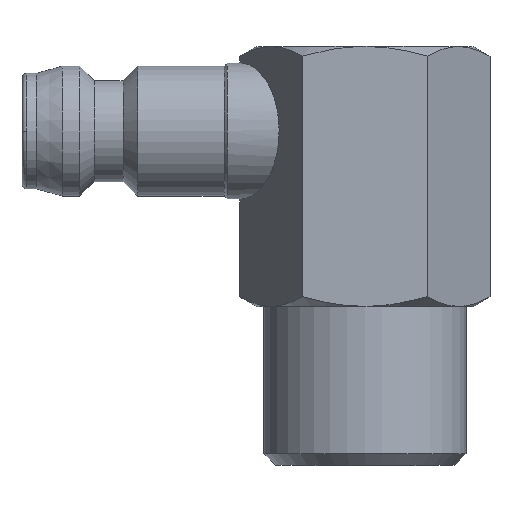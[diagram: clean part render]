
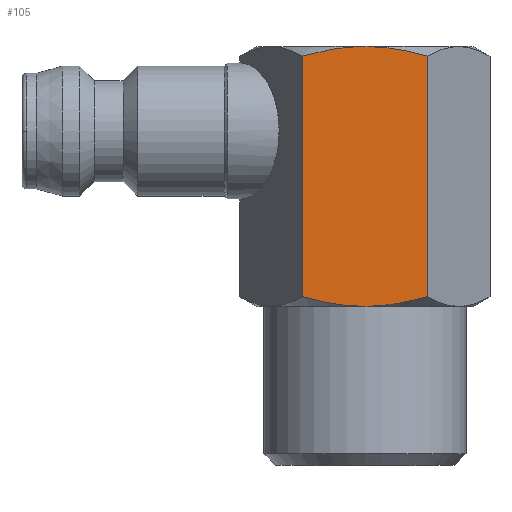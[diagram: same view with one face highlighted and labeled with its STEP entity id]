
A CAD part, top view. The second image highlights one B-rep face of the part: STEP entity #105.
In plain terms, the highlighted planar face has unit normal (0, 0, 1).
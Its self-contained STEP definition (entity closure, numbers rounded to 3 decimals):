
#105=ADVANCED_FACE('',(#245),#246,.T.);
#245=FACE_OUTER_BOUND('',#420,.T.);
#246=PLANE('',#421);
#420=EDGE_LOOP('',(#657,#658,#659,#660,#661,#662));
#421=AXIS2_PLACEMENT_3D('',#663,#664,#665);
#657=ORIENTED_EDGE('',*,*,#1073,.F.);
#658=ORIENTED_EDGE('',*,*,#1074,.F.);
#659=ORIENTED_EDGE('',*,*,#1075,.T.);
#660=ORIENTED_EDGE('',*,*,#1076,.F.);
#661=ORIENTED_EDGE('',*,*,#1077,.F.);
#662=ORIENTED_EDGE('',*,*,#1078,.F.);
#663=CARTESIAN_POINT('',(0.,10.0,7.5));
#664=DIRECTION('',(0.,0.0,1.0));
#665=DIRECTION('',(1.0,0.0,0.));
#1073=EDGE_CURVE('',#1286,#1287,#1288,.T.);
#1074=EDGE_CURVE('',#1289,#1286,#1290,.T.);
#1075=EDGE_CURVE('',#1289,#1291,#1292,.T.);
#1076=EDGE_CURVE('',#1293,#1291,#1294,.T.);
#1077=EDGE_CURVE('',#1295,#1293,#1296,.T.);
#1078=EDGE_CURVE('',#1287,#1295,#1297,.T.);
#1286=VERTEX_POINT('',#1723);
#1287=VERTEX_POINT('',#1724);
#1288=(B_SPLINE_CURVE(2,(#1726,#1727,#1728,#1729,#1730),.UNSPECIFIED.,.F.,.F.)B_SPLINE_CURVE_WITH_KNOTS((3,2,3),(0.0,4.397,8.795),.UNSPECIFIED.)RATIONAL_B_SPLINE_CURVE((1.0,1.038,1.0,1.038,1.0))BOUNDED_CURVE()REPRESENTATION_ITEM('')GEOMETRIC_REPRESENTATION_ITEM()CURVE());
#1289=VERTEX_POINT('',#1737);
#1290=(B_SPLINE_CURVE(2,(#1739,#1740,#1741,#1742,#1743),.UNSPECIFIED.,.F.,.F.)B_SPLINE_CURVE_WITH_KNOTS((3,2,3),(0.0,4.397,8.795),.UNSPECIFIED.)RATIONAL_B_SPLINE_CURVE((1.0,1.038,1.0,1.038,1.0))BOUNDED_CURVE()REPRESENTATION_ITEM('')GEOMETRIC_REPRESENTATION_ITEM()CURVE());
#1291=VERTEX_POINT('',#1750);
#1292=LINE('',#1751,#1752);
#1293=VERTEX_POINT('',#1753);
#1294=(B_SPLINE_CURVE(2,(#1755,#1756,#1757,#1758,#1759),.UNSPECIFIED.,.F.,.F.)B_SPLINE_CURVE_WITH_KNOTS((3,2,3),(0.0,4.397,8.795),.UNSPECIFIED.)RATIONAL_B_SPLINE_CURVE((1.0,1.038,1.0,1.038,1.0))BOUNDED_CURVE()REPRESENTATION_ITEM('')GEOMETRIC_REPRESENTATION_ITEM()CURVE());
#1295=VERTEX_POINT('',#1766);
#1296=(B_SPLINE_CURVE(2,(#1768,#1769,#1770,#1771,#1772),.UNSPECIFIED.,.F.,.F.)B_SPLINE_CURVE_WITH_KNOTS((3,2,3),(0.0,4.397,8.795),.UNSPECIFIED.)RATIONAL_B_SPLINE_CURVE((1.0,1.038,1.0,1.038,1.0))BOUNDED_CURVE()REPRESENTATION_ITEM('')GEOMETRIC_REPRESENTATION_ITEM()CURVE());
#1297=LINE('',#1779,#1780);
#1723=CARTESIAN_POINT('',(0.,11.0,7.5));
#1724=CARTESIAN_POINT('',(-4.33,11.67,7.5));
#1726=CARTESIAN_POINT('',(4.335,11.671,7.5));
#1727=CARTESIAN_POINT('',(2.011,11.0,7.5));
#1728=CARTESIAN_POINT('',(0.,11.0,7.5));
#1729=CARTESIAN_POINT('',(-2.011,11.0,7.5));
#1730=CARTESIAN_POINT('',(-4.335,11.671,7.5));
#1737=CARTESIAN_POINT('',(4.33,11.67,7.5));
#1739=CARTESIAN_POINT('',(4.335,11.671,7.5));
#1740=CARTESIAN_POINT('',(2.011,11.0,7.5));
#1741=CARTESIAN_POINT('',(0.,11.0,7.5));
#1742=CARTESIAN_POINT('',(-2.011,11.0,7.5));
#1743=CARTESIAN_POINT('',(-4.335,11.671,7.5));
#1750=CARTESIAN_POINT('',(4.33,28.33,7.5));
#1751=CARTESIAN_POINT('',(4.33,10.0,7.5));
#1752=VECTOR('',#2160,1.0);
#1753=CARTESIAN_POINT('',(0.,29.0,7.5));
#1755=CARTESIAN_POINT('',(-4.335,28.329,7.5));
#1756=CARTESIAN_POINT('',(-2.011,29.0,7.5));
#1757=CARTESIAN_POINT('',(0.,29.0,7.5));
#1758=CARTESIAN_POINT('',(2.011,29.0,7.5));
#1759=CARTESIAN_POINT('',(4.335,28.329,7.5));
#1766=CARTESIAN_POINT('',(-4.33,28.33,7.5));
#1768=CARTESIAN_POINT('',(-4.335,28.329,7.5));
#1769=CARTESIAN_POINT('',(-2.011,29.0,7.5));
#1770=CARTESIAN_POINT('',(0.,29.0,7.5));
#1771=CARTESIAN_POINT('',(2.011,29.0,7.5));
#1772=CARTESIAN_POINT('',(4.335,28.329,7.5));
#1779=CARTESIAN_POINT('',(-4.33,10.0,7.5));
#1780=VECTOR('',#2161,1.0);
#2160=DIRECTION('',(0.0,1.0,0.0));
#2161=DIRECTION('',(0.0,1.0,0.0));
